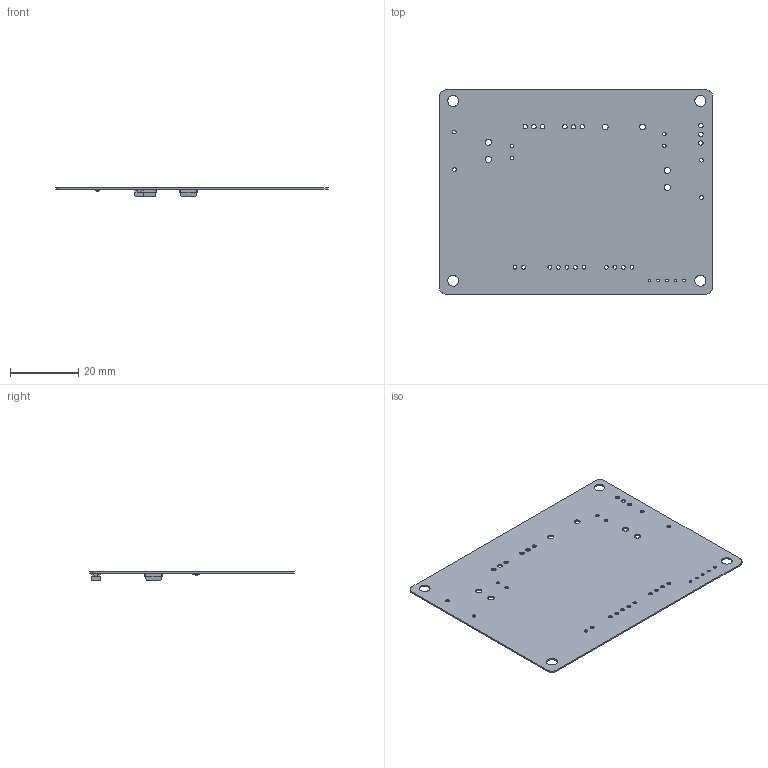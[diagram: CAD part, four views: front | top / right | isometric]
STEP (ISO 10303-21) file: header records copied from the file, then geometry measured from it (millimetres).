
FILE_DESCRIPTION(('Open CASCADE Model'),'2;1');
FILE_NAME('Open CASCADE Shape Model','2023-03-24T14:19:44',('Author'),( 'Open CASCADE'),'Open CASCADE STEP processor 6.8','Open CASCADE 6.8' ,'Unknown');
FILE_SCHEMA(('AUTOMOTIVE_DESIGN { 1 0 10303 214 1 1 1 1 }'));
Length unit declared in the file: millimetre
Products named in the file (14): PCB; Board; Open CASCADE STEP translator 6.8 1.1.1; Open CASCADE STEP translator 6.8 1.1.1.1; LED1; LED_0805-R; LOGO?; D4; SMA; LOGOﾔｲ｣ｭ｣ｰ.｣ｳ; D2; D1
Assembly tree (15 placements, depth 4):
  PCB
    Board
      Open CASCADE STEP translator 6.8 1.1.1
        Open CASCADE STEP translator 6.8 1.1.1.1
    LED1
      LED_0805-R
        LOGO?
        LED_0805-R
    D4
      SMA
        SMA
        LOGOﾔｲ｣ｭ｣ｰ.｣ｳ
    D2
      SMA
        SMA
        LOGOﾔｲ｣ｭ｣ｰ.｣ｳ
    D1
      SMA
        SMA
        LOGOﾔｲ｣ｭ｣ｰ.｣ｳ
Bounding box: 80.01 x 60.02 x 2.56 mm (x, y, z)
Volume: 2013.8 mm3; surface area: 9814.1 mm2
Topology: 63 solids, 63 shells, 816 faces, 1963 edges, 1276 vertices
Faces by surface type: plane 522, bspline 178, cylinder 116
Full cylindrical faces by diameter (mm): 0.812 x5, 1 x4, 1.1 x15, 1.3 x9, 1.7 x2, 1.8 x4, 3.2 x4
Entity records: 17146 total; most frequent: CARTESIAN_POINT 4773, ORIENTED_EDGE 2002, DIRECTION 1703, EDGE_CURVE 1001, LINE 667, VECTOR 667, VERTEX_POINT 656, FACE_BOUND 533
